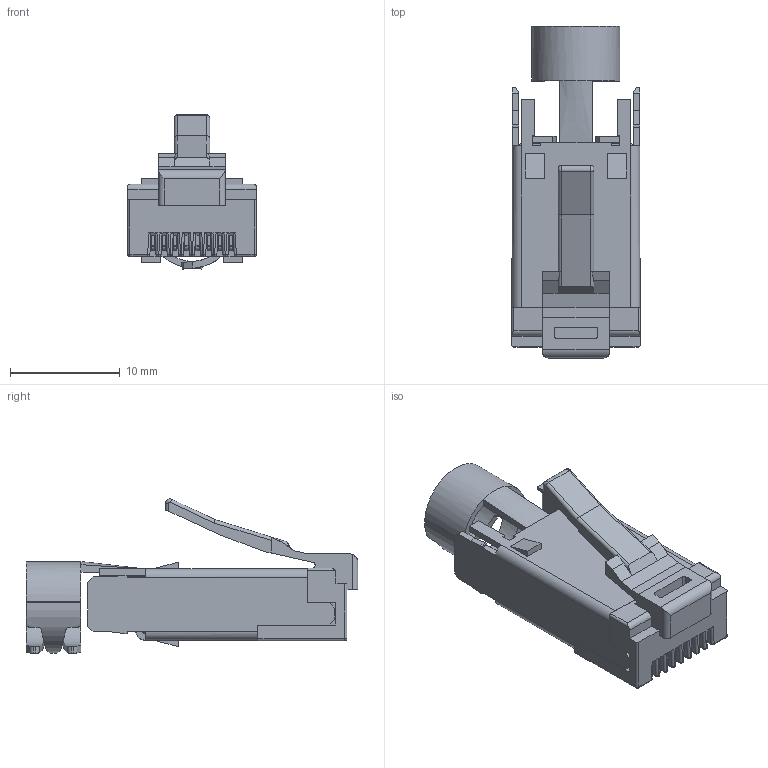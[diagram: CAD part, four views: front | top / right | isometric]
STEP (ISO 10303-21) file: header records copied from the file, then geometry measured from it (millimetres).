
FILE_DESCRIPTION(('Creo Elements/Direct Modeling STEP Export'),'2;1');
FILE_NAME('model.stp','2020-06-03T16:25:50',(''),(''),'Creo Elements/Direct Modeling STEP processor for AP214 (Solid Model)','Creo Elements/Direct Modeling 20.1A 29-Sep-2018 (C) Parametric Technology GmbH','');
FILE_SCHEMA(('AUTOMOTIVE_DESIGN { 1 0 10303 214 1 1 1 1 }'));
Length unit declared in the file: millimetre
Products named in the file (2): VS-08-ST-H21-RJ45
Assembly tree (1 placements, depth 2):
  VS-08-ST-H21-RJ45
    VS-08-ST-H21-RJ45
Bounding box: 11.7 x 30.2 x 14.03 mm (x, y, z)
Volume: 1071.6 mm3; surface area: 1991.5 mm2
Topology: 1 solids, 1 shells, 572 faces, 1567 edges, 978 vertices
Faces by surface type: plane 378, cylinder 154, sphere 26, bspline 12, torus 2
Entity records: 23660 total; most frequent: CARTESIAN_POINT 4794, ORIENTED_EDGE 3082, DIRECTION 2880, EDGE_CURVE 1541, VECTOR 1164, LINE 1164, VERTEX_POINT 978, AXIS2_PLACEMENT_3D 858
